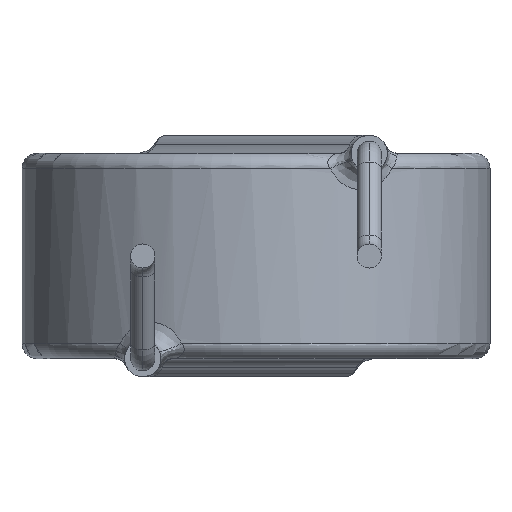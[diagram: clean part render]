
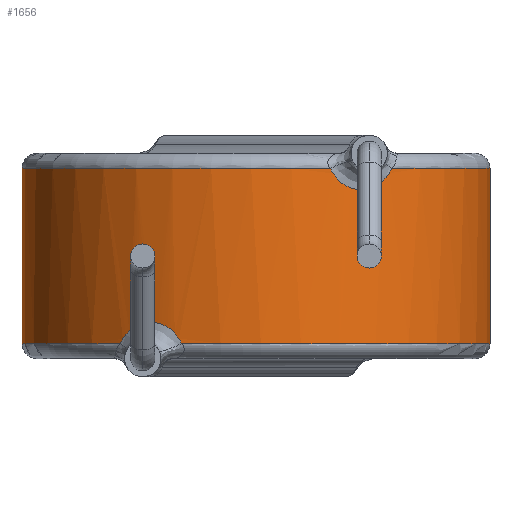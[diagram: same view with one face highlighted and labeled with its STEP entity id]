
A CAD part, front view. The second image highlights one B-rep face of the part: STEP entity #1656.
In plain terms, the highlighted cylindrical face has radius 7.75 mm (diameter 15.5 mm), a partial arc.
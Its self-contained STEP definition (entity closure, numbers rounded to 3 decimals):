
#28 = VERTEX_POINT ( 'NONE', #1214 ) ;
#158 = CARTESIAN_POINT ( 'NONE',  ( 2.806, -7.225, 2.438 ) ) ;
#203 = CARTESIAN_POINT ( 'NONE',  ( 4.391, -6.386, 2.7 ) ) ;
#241 = CARTESIAN_POINT ( 'NONE',  ( 4.448, -6.347, 2.795 ) ) ;
#540 = DIRECTION ( 'NONE',  ( 0., 0., -1. ) ) ;
#541 = CARTESIAN_POINT ( 'NONE',  ( 7.75, 0., -2.9 ) ) ;
#553 = VECTOR ( 'NONE', #7693, 1000. ) ;
#619 = B_SPLINE_CURVE_WITH_KNOTS ( 'NONE', 3,
 ( #5790, #241, #203, #2675, #5224, #2718, #3233, #5872, #1533, #5184, #5699, #158, #6453, #2634, #7650, #2102 ),
 .UNSPECIFIED., .F., .F.,
 ( 4, 2, 2, 2, 2, 2, 2, 4 ),
 ( 0., 0., 0.001, 0.001, 0.002, 0.002, 0.002, 0.003 ),
 .UNSPECIFIED. ) ;
#648 = ORIENTED_EDGE ( 'NONE', *, *, #3714, .T. ) ;
#1126 = VERTEX_POINT ( 'NONE', #2599 ) ;
#1150 = LINE ( 'NONE', #7875, #1816 ) ;
#1214 = CARTESIAN_POINT ( 'NONE',  ( -7.75, 0., -2.9 ) ) ;
#1415 = ORIENTED_EDGE ( 'NONE', *, *, #3028, .T. ) ;
#1429 = VERTEX_POINT ( 'NONE', #541 ) ;
#1506 = AXIS2_PLACEMENT_3D ( 'NONE', #6948, #5309, #7857 ) ;
#1533 = CARTESIAN_POINT ( 'NONE',  ( 3.3, -7.013, 2.21 ) ) ;
#1656 = ADVANCED_FACE ( 'NONE', ( #2835 ), #6608, .T. ) ;
#1748 = CARTESIAN_POINT ( 'NONE',  ( 0., 0., -2.9 ) ) ;
#1816 = VECTOR ( 'NONE', #540, 1000. ) ;
#1831 = EDGE_CURVE ( 'NONE', #3651, #1429, #4487, .T. ) ;
#1852 = ORIENTED_EDGE ( 'NONE', *, *, #2044, .T. ) ;
#2041 = CARTESIAN_POINT ( 'NONE',  ( -2.514, -7.331, -2.792 ) ) ;
#2044 = EDGE_CURVE ( 'NONE', #2761, #5833, #6917, .T. ) ;
#2102 = CARTESIAN_POINT ( 'NONE',  ( 2.468, -7.347, 2.9 ) ) ;
#2107 = EDGE_LOOP ( 'NONE', ( #4516, #4230, #1415, #648, #6404, #4845, #1852, #5729 ) ) ;
#2373 = CARTESIAN_POINT ( 'NONE',  ( 4.493, -6.315, 2.9 ) ) ;
#2599 = CARTESIAN_POINT ( 'NONE',  ( 2.468, -7.347, 2.9 ) ) ;
#2634 = CARTESIAN_POINT ( 'NONE',  ( 2.575, -7.31, 2.691 ) ) ;
#2656 = CARTESIAN_POINT ( 'NONE',  ( -2.72, -7.257, -2.515 ) ) ;
#2675 = CARTESIAN_POINT ( 'NONE',  ( 4.256, -6.478, 2.531 ) ) ;
#2718 = CARTESIAN_POINT ( 'NONE',  ( 3.921, -6.688, 2.276 ) ) ;
#2761 = VERTEX_POINT ( 'NONE', #4206 ) ;
#2835 = FACE_OUTER_BOUND ( 'NONE', #2107, .T. ) ;
#2847 = CARTESIAN_POINT ( 'NONE',  ( -2.468, -7.347, -2.9 ) ) ;
#2862 = CIRCLE ( 'NONE', #4408, 7.75 ) ;
#2968 = CARTESIAN_POINT ( 'NONE',  ( -7.75, 0., 2.9 ) ) ;
#2989 = CIRCLE ( 'NONE', #3252, 7.75 ) ;
#3013 = AXIS2_PLACEMENT_3D ( 'NONE', #5303, #4167, #7775 ) ;
#3028 = EDGE_CURVE ( 'NONE', #6531, #1126, #619, .T. ) ;
#3233 = CARTESIAN_POINT ( 'NONE',  ( 3.718, -6.804, 2.206 ) ) ;
#3252 = AXIS2_PLACEMENT_3D ( 'NONE', #7705, #7557, #3408 ) ;
#3255 = CARTESIAN_POINT ( 'NONE',  ( -2.991, -7.15, -2.316 ) ) ;
#3301 = CARTESIAN_POINT ( 'NONE',  ( -4.391, -6.386, -2.7 ) ) ;
#3408 = DIRECTION ( 'NONE',  ( -1., 0., 0. ) ) ;
#3651 = VERTEX_POINT ( 'NONE', #7952 ) ;
#3690 = EDGE_CURVE ( 'NONE', #5896, #28, #1150, .T. ) ;
#3714 = EDGE_CURVE ( 'NONE', #1126, #5896, #2862, .T. ) ;
#3716 = EDGE_CURVE ( 'NONE', #2761, #28, #2989, .T. ) ;
#3731 = CARTESIAN_POINT ( 'NONE',  ( -4.177, -6.529, -2.457 ) ) ;
#3774 = CARTESIAN_POINT ( 'NONE',  ( -4.493, -6.315, -2.9 ) ) ;
#3865 = CARTESIAN_POINT ( 'NONE',  ( -4.256, -6.478, -2.531 ) ) ;
#4149 = DIRECTION ( 'NONE',  ( -1., 0., 0. ) ) ;
#4167 = DIRECTION ( 'NONE',  ( 0., 0., -1. ) ) ;
#4206 = CARTESIAN_POINT ( 'NONE',  ( -4.493, -6.315, -2.9 ) ) ;
#4230 = ORIENTED_EDGE ( 'NONE', *, *, #7762, .T. ) ;
#4338 = CARTESIAN_POINT ( 'NONE',  ( -3.091, -7.108, -2.27 ) ) ;
#4408 = AXIS2_PLACEMENT_3D ( 'NONE', #5881, #5030, #7141 ) ;
#4487 = LINE ( 'NONE', #6934, #553 ) ;
#4516 = ORIENTED_EDGE ( 'NONE', *, *, #1831, .F. ) ;
#4592 = AXIS2_PLACEMENT_3D ( 'NONE', #1748, #5517, #4149 ) ;
#4613 = CIRCLE ( 'NONE', #1506, 7.75 ) ;
#4845 = ORIENTED_EDGE ( 'NONE', *, *, #3716, .F. ) ;
#4851 = EDGE_CURVE ( 'NONE', #1429, #5833, #7945, .T. ) ;
#5030 = DIRECTION ( 'NONE',  ( 0., 0., -1. ) ) ;
#5078 = CARTESIAN_POINT ( 'NONE',  ( -3.718, -6.804, -2.206 ) ) ;
#5123 = CARTESIAN_POINT ( 'NONE',  ( -2.575, -7.31, -2.691 ) ) ;
#5184 = CARTESIAN_POINT ( 'NONE',  ( 3.091, -7.108, 2.27 ) ) ;
#5224 = CARTESIAN_POINT ( 'NONE',  ( 4.177, -6.529, 2.457 ) ) ;
#5303 = CARTESIAN_POINT ( 'NONE',  ( 0., 0., -7.293 ) ) ;
#5309 = DIRECTION ( 'NONE',  ( 0., 0., -1. ) ) ;
#5517 = DIRECTION ( 'NONE',  ( 0., 0., -1. ) ) ;
#5633 = CARTESIAN_POINT ( 'NONE',  ( -3.921, -6.688, -2.276 ) ) ;
#5699 = CARTESIAN_POINT ( 'NONE',  ( 2.991, -7.15, 2.316 ) ) ;
#5729 = ORIENTED_EDGE ( 'NONE', *, *, #4851, .F. ) ;
#5790 = CARTESIAN_POINT ( 'NONE',  ( 4.493, -6.315, 2.9 ) ) ;
#5833 = VERTEX_POINT ( 'NONE', #2847 ) ;
#5872 = CARTESIAN_POINT ( 'NONE',  ( 3.404, -6.963, 2.198 ) ) ;
#5881 = CARTESIAN_POINT ( 'NONE',  ( 0., 0., 2.9 ) ) ;
#5896 = VERTEX_POINT ( 'NONE', #2968 ) ;
#6349 = CARTESIAN_POINT ( 'NONE',  ( -3.3, -7.013, -2.21 ) ) ;
#6394 = CARTESIAN_POINT ( 'NONE',  ( -2.468, -7.347, -2.9 ) ) ;
#6404 = ORIENTED_EDGE ( 'NONE', *, *, #3690, .T. ) ;
#6453 = CARTESIAN_POINT ( 'NONE',  ( 2.72, -7.257, 2.515 ) ) ;
#6531 = VERTEX_POINT ( 'NONE', #2373 ) ;
#6608 = CYLINDRICAL_SURFACE ( 'NONE', #3013, 7.75 ) ;
#6917 = B_SPLINE_CURVE_WITH_KNOTS ( 'NONE', 3,
 ( #3774, #7423, #3301, #3865, #3731, #5633, #5078, #7555, #6349, #4338, #3255, #7598, #2656, #5123, #2041, #6394 ),
 .UNSPECIFIED., .F., .F.,
 ( 4, 2, 2, 2, 2, 2, 2, 4 ),
 ( 0., 0., 0.001, 0.001, 0.002, 0.002, 0.002, 0.003 ),
 .UNSPECIFIED. ) ;
#6934 = CARTESIAN_POINT ( 'NONE',  ( 7.75, 0., -7.293 ) ) ;
#6948 = CARTESIAN_POINT ( 'NONE',  ( 0., 0., 2.9 ) ) ;
#7141 = DIRECTION ( 'NONE',  ( -1., 0., 0. ) ) ;
#7423 = CARTESIAN_POINT ( 'NONE',  ( -4.448, -6.347, -2.795 ) ) ;
#7555 = CARTESIAN_POINT ( 'NONE',  ( -3.404, -6.963, -2.198 ) ) ;
#7557 = DIRECTION ( 'NONE',  ( 0., 0., -1. ) ) ;
#7598 = CARTESIAN_POINT ( 'NONE',  ( -2.806, -7.225, -2.438 ) ) ;
#7650 = CARTESIAN_POINT ( 'NONE',  ( 2.514, -7.331, 2.792 ) ) ;
#7693 = DIRECTION ( 'NONE',  ( 0., 0., -1. ) ) ;
#7705 = CARTESIAN_POINT ( 'NONE',  ( 0., 0., -2.9 ) ) ;
#7762 = EDGE_CURVE ( 'NONE', #3651, #6531, #4613, .T. ) ;
#7775 = DIRECTION ( 'NONE',  ( -1., 0., 0. ) ) ;
#7857 = DIRECTION ( 'NONE',  ( -1., 0., 0. ) ) ;
#7875 = CARTESIAN_POINT ( 'NONE',  ( -7.75, 0., -7.293 ) ) ;
#7945 = CIRCLE ( 'NONE', #4592, 7.75 ) ;
#7952 = CARTESIAN_POINT ( 'NONE',  ( 7.75, 0., 2.9 ) ) ;
